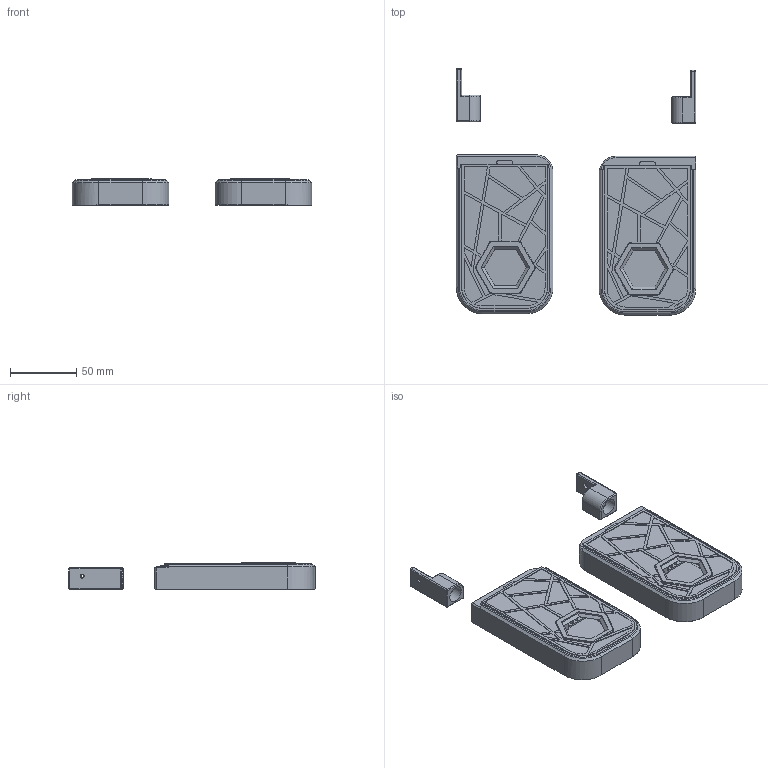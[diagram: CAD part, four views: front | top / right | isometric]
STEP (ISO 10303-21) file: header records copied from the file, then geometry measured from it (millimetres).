
FILE_DESCRIPTION(/* description */ (''),/* implementation_level */ '2;1');
FILE_NAME(/* name */ 'Single Fan v3.1.step',/* time_stamp */ '2023-01-02T14:49:28-05:00',/* author */ (''),/* organization */ (''),/* preprocessor_version */ 'ST-DEVELOPER v19.2',/* originating_system */ 'Autodesk Translation Framework v11.17.0.187',/* authorisation */ '');
FILE_SCHEMA (('AUTOMOTIVE_DESIGN { 1 0 10303 214 3 1 1 }'));
Length unit declared in the file: millimetre
Products named in the file (7): Single Fan v3; Left Side Housing; Left Side Mag Mount; Right Side Lid; Left Side Lid; Right Side Mag Mount; Right Side Housing
Assembly tree (6 placements, depth 2):
  Single Fan v3
    Left Side Housing
    Left Side Mag Mount
    Right Side Lid
    Left Side Lid
    Right Side Mag Mount
    Right Side Housing
Bounding box: 180.76 x 186.06 x 20.28 mm (x, y, z)
Volume: 151578.8 mm3; surface area: 114267.5 mm2
Topology: 6 solids, 6 shells, 1159 faces, 3177 edges, 1978 vertices
Faces by surface type: plane 871, cylinder 221, cone 32, torus 16, sphere 16, bspline 3
Full cylindrical faces by diameter (mm): 2.4 x4, 3 x2, 4.6 x2, 9 x2, 10.2 x2, 10.5 x2, 12.3 x2
Entity records: 36968 total; most frequent: CARTESIAN_POINT 6951, ORIENTED_EDGE 6354, DIRECTION 5991, EDGE_CURVE 3177, LINE 2565, VECTOR 2565, VERTEX_POINT 1978, AXIS2_PLACEMENT_3D 1713
